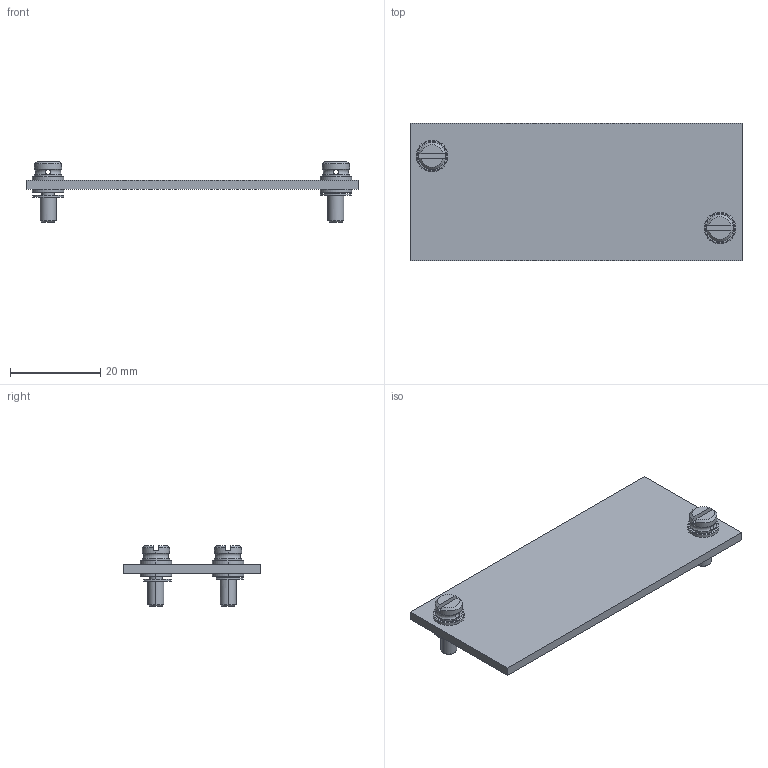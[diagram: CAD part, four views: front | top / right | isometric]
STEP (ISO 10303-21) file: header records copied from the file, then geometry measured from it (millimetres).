
FILE_DESCRIPTION((''),'2;1');
FILE_NAME('00112920439','2020-01-20T',('presta_be4'),(''),'CREO PARAMETRIC BY PTC INC, 2018360','CREO PARAMETRIC BY PTC INC, 2018360','');
FILE_SCHEMA(('CONFIG_CONTROL_DESIGN'));
Length unit declared in the file: millimetre
Products named in the file (1): 00112920439
Bounding box: 73.67 x 30.5 x 13.53 mm (x, y, z)
Volume: 4880.2 mm3; surface area: 5583 mm2
Topology: 1 solids, 1 shells, 135 faces, 366 edges, 240 vertices
Faces by surface type: cylinder 67, plane 48, cone 16, torus 4
Entity records: 5110 total; most frequent: CARTESIAN_POINT 1509, DIRECTION 796, ORIENTED_EDGE 732, EDGE_CURVE 366, AXIS2_PLACEMENT_3D 319, VERTEX_POINT 240, CIRCLE 184, VECTOR 158
